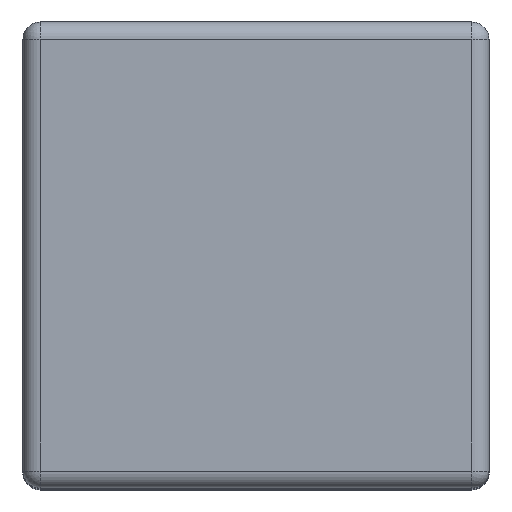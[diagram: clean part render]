
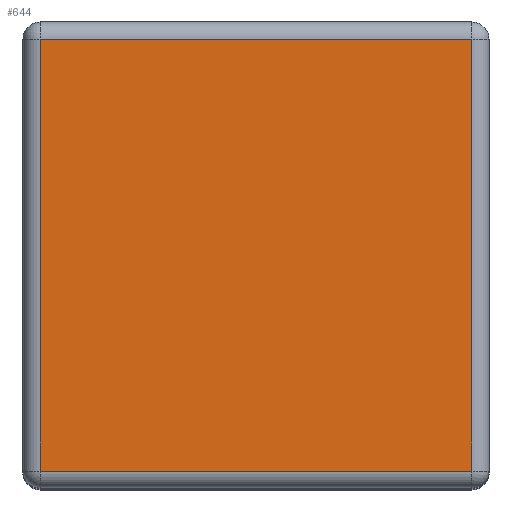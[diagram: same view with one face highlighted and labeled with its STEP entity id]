
A CAD part, top view. The second image highlights one B-rep face of the part: STEP entity #644.
In plain terms, the highlighted planar face has unit normal (0, 0, 1).
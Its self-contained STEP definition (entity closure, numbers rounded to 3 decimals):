
#21=PLANE('',#739);
#54=LINE('',#1045,#106);
#60=LINE('',#1074,#112);
#62=LINE('',#1077,#114);
#64=LINE('',#1080,#116);
#106=VECTOR('',#862,10.);
#112=VECTOR('',#894,10.);
#114=VECTOR('',#898,10.);
#116=VECTOR('',#902,10.);
#181=FACE_OUTER_BOUND('',#221,.T.);
#221=EDGE_LOOP('',(#506,#507,#508,#509));
#287=VERTEX_POINT('',#1020);
#292=VERTEX_POINT('',#1033);
#297=VERTEX_POINT('',#1049);
#302=VERTEX_POINT('',#1062);
#360=EDGE_CURVE('',#287,#292,#54,.T.);
#374=EDGE_CURVE('',#292,#302,#60,.T.);
#376=EDGE_CURVE('',#302,#297,#62,.T.);
#378=EDGE_CURVE('',#297,#287,#64,.T.);
#506=ORIENTED_EDGE('',*,*,#360,.F.);
#507=ORIENTED_EDGE('',*,*,#378,.F.);
#508=ORIENTED_EDGE('',*,*,#376,.F.);
#509=ORIENTED_EDGE('',*,*,#374,.F.);
#644=ADVANCED_FACE('',(#181),#21,.T.);
#739=AXIS2_PLACEMENT_3D('',#1086,#910,#911);
#862=DIRECTION('',(0.,1.,0.));
#894=DIRECTION('',(1.,0.,0.));
#898=DIRECTION('',(0.,-1.,0.));
#902=DIRECTION('',(-1.,0.,0.));
#910=DIRECTION('center_axis',(0.,0.,1.));
#911=DIRECTION('ref_axis',(1.,0.,0.));
#1020=CARTESIAN_POINT('',(-1.26,0.1,3.05));
#1033=CARTESIAN_POINT('',(-1.26,2.62,3.05));
#1045=CARTESIAN_POINT('',(-1.26,2.04,3.05));
#1049=CARTESIAN_POINT('',(1.26,0.1,3.05));
#1062=CARTESIAN_POINT('',(1.26,2.62,3.05));
#1074=CARTESIAN_POINT('',(0.68,2.62,3.05));
#1077=CARTESIAN_POINT('',(1.26,0.68,3.05));
#1080=CARTESIAN_POINT('',(-0.68,0.1,3.05));
#1086=CARTESIAN_POINT('Origin',(0.,1.36,3.05));
